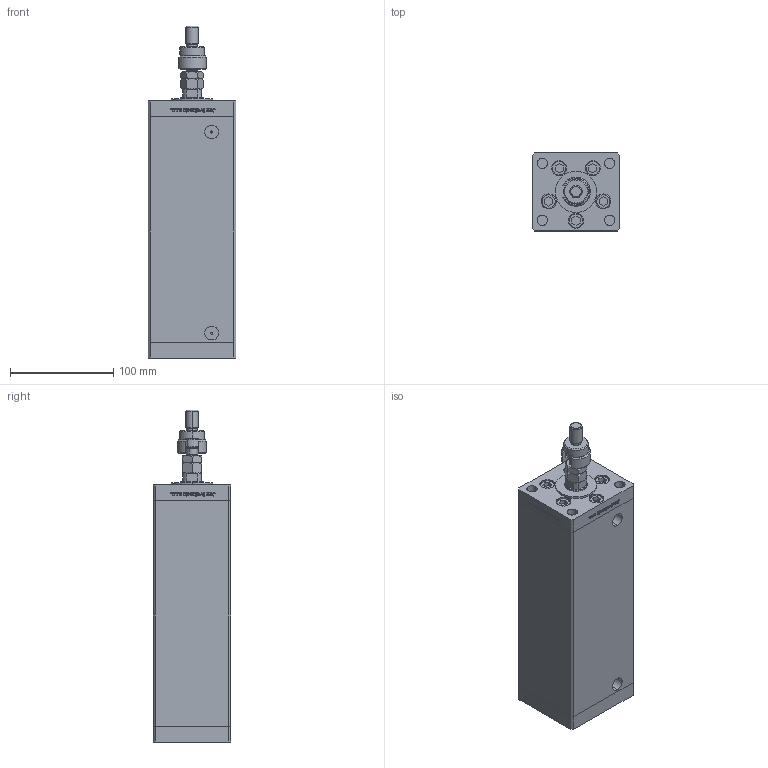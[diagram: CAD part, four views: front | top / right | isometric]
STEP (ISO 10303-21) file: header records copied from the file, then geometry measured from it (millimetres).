
FILE_DESCRIPTION (( 'STEP AP203' ), '1' );
FILE_NAME ('e22f.STEP', '2024-01-09T02:46:20', ( '' ), ( '' ), 'SwSTEP 2.0', 'SolidWorks 2019', '' );
FILE_SCHEMA (( 'CONFIG_CONTROL_DESIGN' ));
Length unit declared in the file: millimetre
Products named in the file (9): V220C_B MIDDLE f93376a49b977a0ff20b403e365d332d; MFA f93376a49b977a0ff20b403e365d332d; ALLEN BOLT f93376a49b977a0ff20b403e365d332d; V220C_VC_B f93376a49b977a0ff20b403e365d332d; DFA f93376a49b977a0ff20b403e365d332d; FEMALE_PART_FOR_DFA f93376a49b977a0ff20b403e365d332d; V220C BACK_B f93376a49b977a0ff20b403e365d332d; e22f; V220C_FRONT_B f93376a49b977a0ff20b403e365d332d
Assembly tree (17 placements, depth 3):
  e22f
    V220C_B MIDDLE f93376a49b977a0ff20b403e365d332d
    V220C BACK_B f93376a49b977a0ff20b403e365d332d
    V220C_FRONT_B f93376a49b977a0ff20b403e365d332d
    V220C_VC_B f93376a49b977a0ff20b403e365d332d
    ALLEN BOLT f93376a49b977a0ff20b403e365d332d  x10
    DFA f93376a49b977a0ff20b403e365d332d
      FEMALE_PART_FOR_DFA f93376a49b977a0ff20b403e365d332d
      MFA f93376a49b977a0ff20b403e365d332d
Bounding box: 85 x 75 x 321 mm (x, y, z)
Volume: 1400327.1 mm3; surface area: 205023.7 mm2
Topology: 16 solids, 16 shells, 1270 faces, 3145 edges, 2047 vertices
Faces by surface type: plane 492, bspline 484, cylinder 160, cone 86, torus 48
Entity records: 55036 total; most frequent: CARTESIAN_POINT 30965, ORIENTED_EDGE 5458, DIRECTION 3233, EDGE_CURVE 2729, VERTEX_POINT 1795, VECTOR 1379, LINE 1379, EDGE_LOOP 1240
